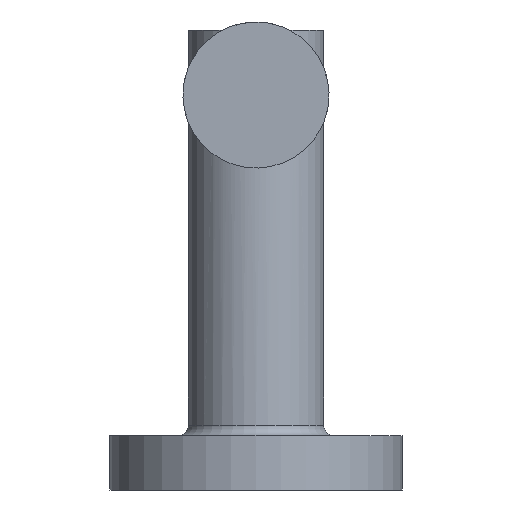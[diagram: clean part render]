
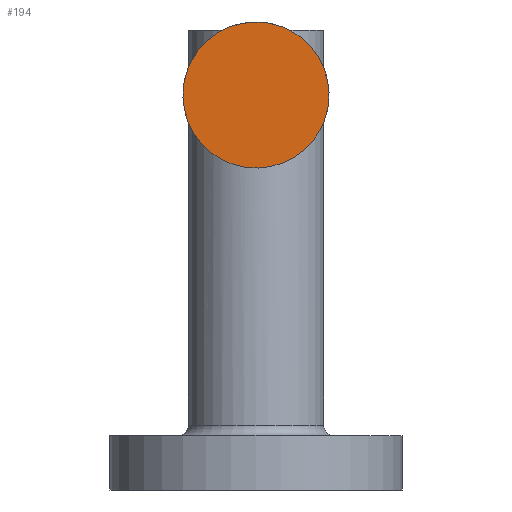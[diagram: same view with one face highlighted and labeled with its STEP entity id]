
A CAD part, left-side view. The second image highlights one B-rep face of the part: STEP entity #194.
In plain terms, the highlighted planar face has unit normal (-1, 0, 0).
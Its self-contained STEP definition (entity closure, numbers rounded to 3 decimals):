
#55 = AXIS2_PLACEMENT_3D ( 'NONE', #366, #645, #316 ) ;
#110 = FACE_OUTER_BOUND ( 'NONE', #646, .T. ) ;
#130 = ORIENTED_EDGE ( 'NONE', *, *, #499, .T. ) ;
#132 = DIRECTION ( 'NONE',  ( -1., 0., 0. ) ) ;
#145 = PLANE ( 'NONE',  #55 ) ;
#146 = CARTESIAN_POINT ( 'NONE',  ( -140., -13.361, 71.068 ) ) ;
#194 = ADVANCED_FACE ( 'NONE', ( #110 ), #145, .F. ) ;
#234 = CARTESIAN_POINT ( 'NONE',  ( -140., 0., 73. ) ) ;
#258 = CIRCLE ( 'NONE', #308, 13.5 ) ;
#292 = DIRECTION ( 'NONE',  ( 0., -0.99, -0.143 ) ) ;
#308 = AXIS2_PLACEMENT_3D ( 'NONE', #467, #132, #523 ) ;
#316 = DIRECTION ( 'NONE',  ( 0., 0.99, 0.143 ) ) ;
#328 = EDGE_CURVE ( 'NONE', #614, #504, #636, .T. ) ;
#366 = CARTESIAN_POINT ( 'NONE',  ( -140., 0., 73. ) ) ;
#376 = ORIENTED_EDGE ( 'NONE', *, *, #328, .T. ) ;
#401 = AXIS2_PLACEMENT_3D ( 'NONE', #234, #622, #292 ) ;
#467 = CARTESIAN_POINT ( 'NONE',  ( -140., 0., 73. ) ) ;
#499 = EDGE_CURVE ( 'NONE', #504, #614, #258, .T. ) ;
#504 = VERTEX_POINT ( 'NONE', #630 ) ;
#523 = DIRECTION ( 'NONE',  ( 0., -0.99, -0.143 ) ) ;
#614 = VERTEX_POINT ( 'NONE', #146 ) ;
#622 = DIRECTION ( 'NONE',  ( -1., 0., 0. ) ) ;
#630 = CARTESIAN_POINT ( 'NONE',  ( -140., 13.361, 74.932 ) ) ;
#636 = CIRCLE ( 'NONE', #401, 13.5 ) ;
#645 = DIRECTION ( 'NONE',  ( 1., 0., 0. ) ) ;
#646 = EDGE_LOOP ( 'NONE', ( #376, #130 ) ) ;
